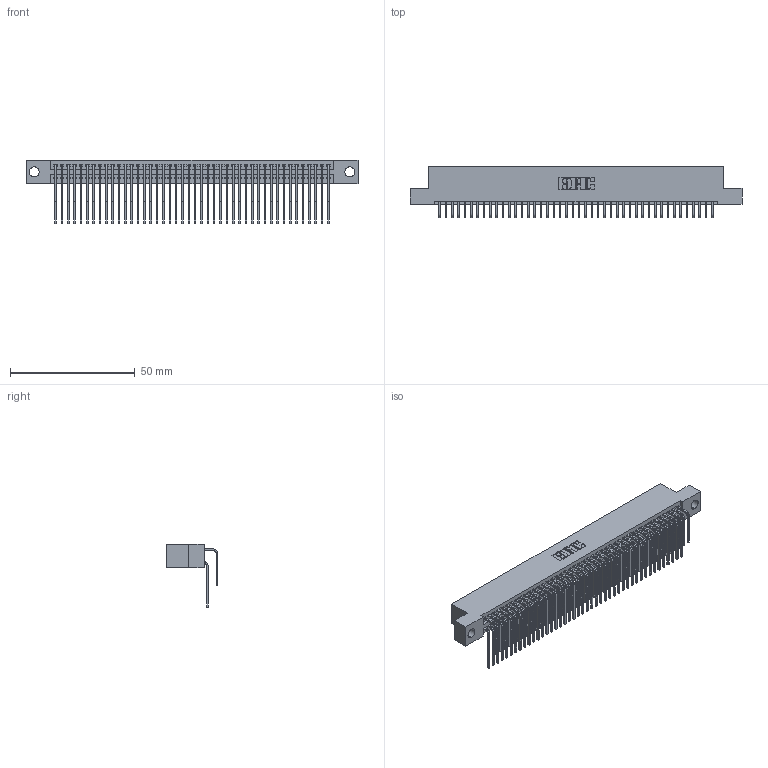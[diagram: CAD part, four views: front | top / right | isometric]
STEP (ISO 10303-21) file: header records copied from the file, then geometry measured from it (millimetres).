
FILE_DESCRIPTION (( 'STEP AP203' ), '1' );
FILE_NAME ('395-088-559-204.STEP', '2018-11-29T01:41:12', ( '' ), ( '' ), 'SwSTEP 2.0', 'SolidWorks 2016', '' );
FILE_SCHEMA (( 'CONFIG_CONTROL_DESIGN' ));
Length unit declared in the file: inch
Products named in the file (4): 345-292-001_559 Tail - 2; 345-292-001_558 559 Tail - 1; 395-088-559-204; 345 Part_Flush Mounting Lugs - 0.156 Dia-TH
Assembly tree (89 placements, depth 2):
  395-088-559-204
    345 Part_Flush Mounting Lugs - 0.156 Dia-TH
    345-292-001_558 559 Tail - 1  x44
    345-292-001_559 Tail - 2  x44
Bounding box: 132.97 x 20.56 x 25.53 mm (x, y, z)
Volume: 13355.1 mm3; surface area: 21982.1 mm2
Topology: 89 solids, 89 shells, 4702 faces, 13981 edges, 9202 vertices
Faces by surface type: plane 3160, cylinder 1542
Entity records: 35909 total; most frequent: CARTESIAN_POINT 6063, ORIENTED_EDGE 5946, DIRECTION 5317, EDGE_CURVE 2973, VECTOR 2625, LINE 2625, VERTEX_POINT 1978, AXIS2_PLACEMENT_3D 1346
